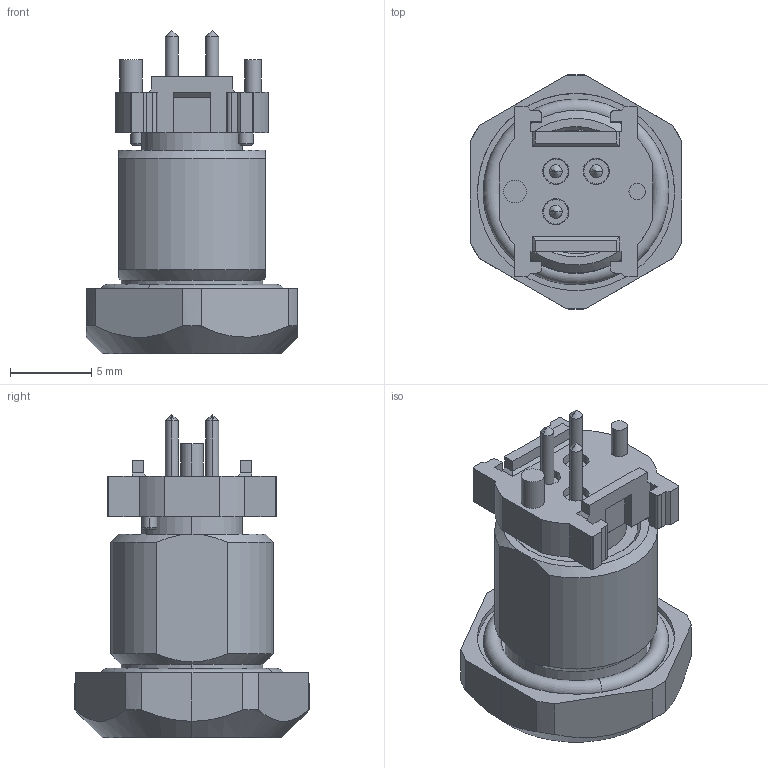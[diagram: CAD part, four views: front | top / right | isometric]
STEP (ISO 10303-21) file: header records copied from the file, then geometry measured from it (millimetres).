
FILE_DESCRIPTION(('CATIA V5R24 STEP','CAx-IF Rec.Pracs.--- Model Styling and Organization---1.2---2011-12-15'),'2;1');
FILE_NAME ('D1461837_0_2422830000_2422830000.stp','2017-08-29T12:10:29+00:00',('none'),('Weidmueller'),'CATIA Version 5-6 Release 2014 SP4 HF52','CATIA V5 STEP AP214','none');
FILE_SCHEMA(('AUTOMOTIVE_DESIGN { 1 0 10303 214 1 1 1 1 }'));
Length unit declared in the file: millimetre
Products named in the file (1): 2422830000
Bounding box: 13 x 14.39 x 19.85 mm (x, y, z)
Volume: 1281.6 mm3; surface area: 1714.6 mm2
Topology: 4 solids, 4 shells, 199 faces, 495 edges, 316 vertices
Faces by surface type: plane 89, cylinder 76, cone 26, torus 8
Entity records: 6164 total; most frequent: CARTESIAN_POINT 1604, ORIENTED_EDGE 978, DIRECTION 796, EDGE_CURVE 489, AXIS2_PLACEMENT_3D 333, VERTEX_POINT 316, VECTOR 283, LINE 283
